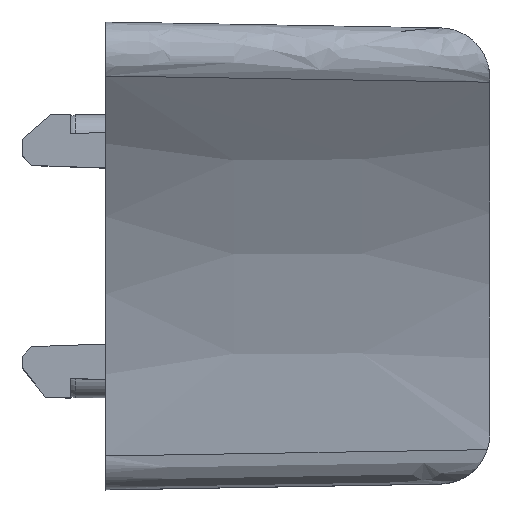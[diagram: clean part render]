
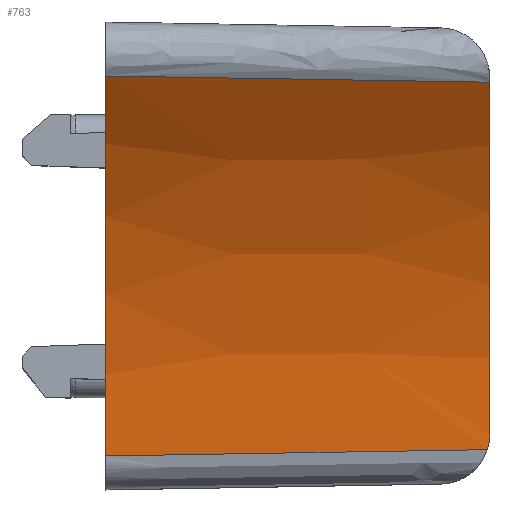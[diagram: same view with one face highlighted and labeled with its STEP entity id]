
A CAD part, top view. The second image highlights one B-rep face of the part: STEP entity #763.
In plain terms, the highlighted conical face has half-angle 1 degrees and reference radius 18 mm.
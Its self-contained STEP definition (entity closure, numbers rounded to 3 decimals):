
#5 = CARTESIAN_POINT ( 'NONE',  ( 36.374, 18.901, -4.676 ) ) ;
#9 = CARTESIAN_POINT ( 'NONE',  ( 26.542, 29.901, -0.668 ) ) ;
#29 = DIRECTION ( 'NONE',  ( 0., 1., 0. ) ) ;
#39 = DIRECTION ( 'NONE',  ( 1., 0., 0. ) ) ;
#141 = CARTESIAN_POINT ( 'NONE',  ( 36.4, 19.058, -4.675 ) ) ;
#199 = B_SPLINE_CURVE_WITH_KNOTS ( 'NONE', 3,
 ( #744, #9, #1246, #871, #1001, #257 ),
 .UNSPECIFIED., .F., .F.,
 ( 4, 2, 4 ),
 ( 0., 0.428, 1. ),
 .UNSPECIFIED. ) ;
#206 = EDGE_CURVE ( 'NONE', #659, #1377, #246, .T. ) ;
#222 = DIRECTION ( 'NONE',  ( 1., 0., 0. ) ) ;
#246 = CIRCLE ( 'NONE', #1537, 18.201 ) ;
#257 = CARTESIAN_POINT ( 'NONE',  ( 36.4, 29.743, -1.006 ) ) ;
#368 = CARTESIAN_POINT ( 'NONE',  ( 34.99, 18.725, -4.651 ) ) ;
#402 = CARTESIAN_POINT ( 'NONE',  ( 36.4, 29.743, -1.006 ) ) ;
#416 = VERTEX_POINT ( 'NONE', #693 ) ;
#448 = FACE_OUTER_BOUND ( 'NONE', #510, .T. ) ;
#459 = DIRECTION ( 'NONE',  ( 0., 1., 0. ) ) ;
#461 = CARTESIAN_POINT ( 'NONE',  ( 35.657, 18.736, -4.663 ) ) ;
#479 = CARTESIAN_POINT ( 'NONE',  ( 24.9, 18.558, -4.474 ) ) ;
#503 = CONICAL_SURFACE ( 'NONE', #517, 18., 0.017 ) ;
#510 = EDGE_LOOP ( 'NONE', ( #1585, #1357, #920, #1600, #681 ) ) ;
#517 = AXIS2_PLACEMENT_3D ( 'NONE', #1381, #632, #1365 ) ;
#591 = CARTESIAN_POINT ( 'NONE',  ( 24.9, 18.558, -4.474 ) ) ;
#593 = CARTESIAN_POINT ( 'NONE',  ( 24.9, 18.783, 13.525 ) ) ;
#598 = CARTESIAN_POINT ( 'NONE',  ( 25.851, 18.574, -4.491 ) ) ;
#601 = EDGE_CURVE ( 'NONE', #737, #1414, #1076, .T. ) ;
#632 = DIRECTION ( 'NONE',  ( 1., 0., 0. ) ) ;
#659 = VERTEX_POINT ( 'NONE', #1370 ) ;
#669 = EDGE_CURVE ( 'NONE', #1414, #1377, #199, .T. ) ;
#681 = ORIENTED_EDGE ( 'NONE', *, *, #206, .T. ) ;
#693 = CARTESIAN_POINT ( 'NONE',  ( 36.323, 18.747, -4.675 ) ) ;
#737 = VERTEX_POINT ( 'NONE', #479 ) ;
#744 = CARTESIAN_POINT ( 'NONE',  ( 24.9, 29.927, -0.611 ) ) ;
#763 = ADVANCED_FACE ( 'NONE', ( #448 ), #503, .F. ) ;
#859 = CARTESIAN_POINT ( 'NONE',  ( 36.4, 19.22, -4.671 ) ) ;
#871 = CARTESIAN_POINT ( 'NONE',  ( 32.017, 29.813, -0.857 ) ) ;
#882 = CARTESIAN_POINT ( 'NONE',  ( 36.4, 18.783, 13.525 ) ) ;
#920 = ORIENTED_EDGE ( 'NONE', *, *, #1104, .F. ) ;
#1001 = CARTESIAN_POINT ( 'NONE',  ( 34.209, 29.778, -0.932 ) ) ;
#1031 = B_SPLINE_CURVE_WITH_KNOTS ( 'NONE', 3,
 ( #1364, #461, #368, #1467, #1483, #598, #1349, #591 ),
 .UNSPECIFIED., .F., .F.,
 ( 4, 2, 2, 4 ),
 ( 0., 0.175, 0.875, 1. ),
 .UNSPECIFIED. ) ;
#1076 = CIRCLE ( 'NONE', #1178, 18. ) ;
#1104 = EDGE_CURVE ( 'NONE', #416, #737, #1031, .T. ) ;
#1175 = EDGE_CURVE ( 'NONE', #659, #416, #1593, .T. ) ;
#1178 = AXIS2_PLACEMENT_3D ( 'NONE', #593, #222, #459 ) ;
#1246 = CARTESIAN_POINT ( 'NONE',  ( 28.184, 29.874, -0.725 ) ) ;
#1257 = CARTESIAN_POINT ( 'NONE',  ( 36.323, 18.747, -4.675 ) ) ;
#1294 = CARTESIAN_POINT ( 'NONE',  ( 24.9, 29.927, -0.611 ) ) ;
#1349 = CARTESIAN_POINT ( 'NONE',  ( 25.375, 18.566, -4.482 ) ) ;
#1357 = ORIENTED_EDGE ( 'NONE', *, *, #601, .F. ) ;
#1364 = CARTESIAN_POINT ( 'NONE',  ( 36.323, 18.747, -4.675 ) ) ;
#1365 = DIRECTION ( 'NONE',  ( 0., 1., 0. ) ) ;
#1370 = CARTESIAN_POINT ( 'NONE',  ( 36.4, 19.22, -4.671 ) ) ;
#1377 = VERTEX_POINT ( 'NONE', #402 ) ;
#1381 = CARTESIAN_POINT ( 'NONE',  ( 24.9, 18.783, 13.525 ) ) ;
#1414 = VERTEX_POINT ( 'NONE', #1294 ) ;
#1467 = CARTESIAN_POINT ( 'NONE',  ( 31.658, 18.67, -4.593 ) ) ;
#1483 = CARTESIAN_POINT ( 'NONE',  ( 28.992, 18.626, -4.546 ) ) ;
#1537 = AXIS2_PLACEMENT_3D ( 'NONE', #882, #39, #29 ) ;
#1585 = ORIENTED_EDGE ( 'NONE', *, *, #669, .F. ) ;
#1593 = B_SPLINE_CURVE_WITH_KNOTS ( 'NONE', 3,
 ( #859, #141, #5, #1257 ),
 .UNSPECIFIED., .F., .F.,
 ( 4, 4 ),
 ( 0., 0. ),
 .UNSPECIFIED. ) ;
#1600 = ORIENTED_EDGE ( 'NONE', *, *, #1175, .F. ) ;
